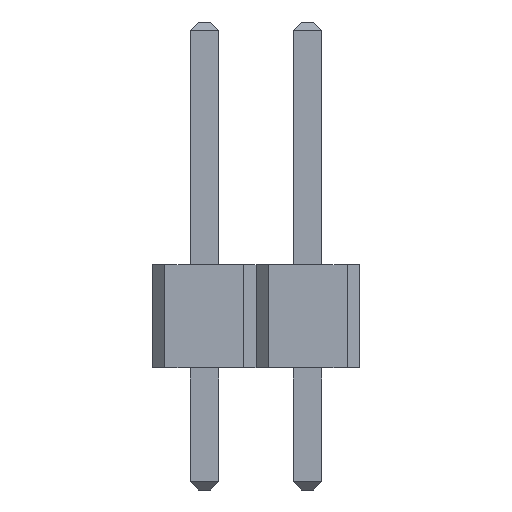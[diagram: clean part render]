
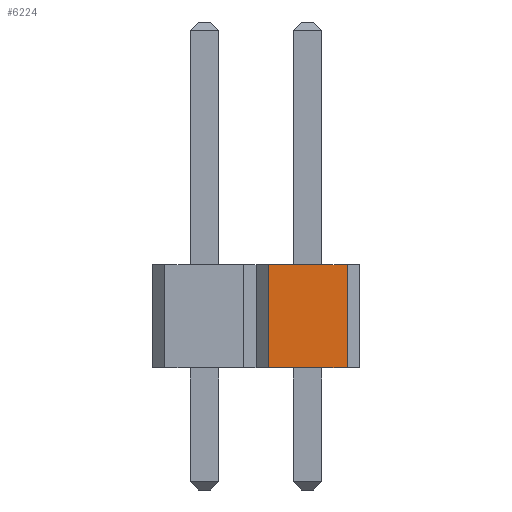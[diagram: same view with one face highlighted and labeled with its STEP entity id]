
A CAD part, front view. The second image highlights one B-rep face of the part: STEP entity #6224.
In plain terms, the highlighted planar face has unit normal (0, -1, 0).
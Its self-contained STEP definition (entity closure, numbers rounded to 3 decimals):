
#5850 = VERTEX_POINT('',#5851);
#5851 = CARTESIAN_POINT('',(1.57,-11.43,0.));
#5857 = EDGE_CURVE('',#5858,#5850,#5860,.T.);
#5858 = VERTEX_POINT('',#5859);
#5859 = CARTESIAN_POINT('',(3.51,-11.43,0.));
#5860 = LINE('',#5861,#5862);
#5861 = CARTESIAN_POINT('',(3.81,-11.43,0.));
#5862 = VECTOR('',#5863,1.);
#5863 = DIRECTION('',(-1.,0.,0.));
#6086 = VERTEX_POINT('',#6087);
#6087 = CARTESIAN_POINT('',(1.57,-11.43,2.54));
#6093 = EDGE_CURVE('',#6094,#6086,#6096,.T.);
#6094 = VERTEX_POINT('',#6095);
#6095 = CARTESIAN_POINT('',(3.51,-11.43,2.54));
#6096 = LINE('',#6097,#6098);
#6097 = CARTESIAN_POINT('',(3.81,-11.43,2.54));
#6098 = VECTOR('',#6099,1.);
#6099 = DIRECTION('',(-1.,0.,0.));
#6214 = EDGE_CURVE('',#5858,#6094,#6215,.T.);
#6215 = LINE('',#6216,#6217);
#6216 = CARTESIAN_POINT('',(3.51,-11.43,0.));
#6217 = VECTOR('',#6218,1.);
#6218 = DIRECTION('',(0.,0.,1.));
#6224 = ADVANCED_FACE('',(#6225),#6236,.T.);
#6225 = FACE_BOUND('',#6226,.T.);
#6226 = EDGE_LOOP('',(#6227,#6228,#6229,#6230));
#6227 = ORIENTED_EDGE('',*,*,#5857,.F.);
#6228 = ORIENTED_EDGE('',*,*,#6214,.T.);
#6229 = ORIENTED_EDGE('',*,*,#6093,.T.);
#6230 = ORIENTED_EDGE('',*,*,#6231,.F.);
#6231 = EDGE_CURVE('',#5850,#6086,#6232,.T.);
#6232 = LINE('',#6233,#6234);
#6233 = CARTESIAN_POINT('',(1.57,-11.43,0.));
#6234 = VECTOR('',#6235,1.);
#6235 = DIRECTION('',(0.,0.,1.));
#6236 = PLANE('',#6237);
#6237 = AXIS2_PLACEMENT_3D('',#6238,#6239,#6240);
#6238 = CARTESIAN_POINT('',(3.81,-11.43,0.));
#6239 = DIRECTION('',(0.,-1.,0.));
#6240 = DIRECTION('',(-1.,0.,0.));
